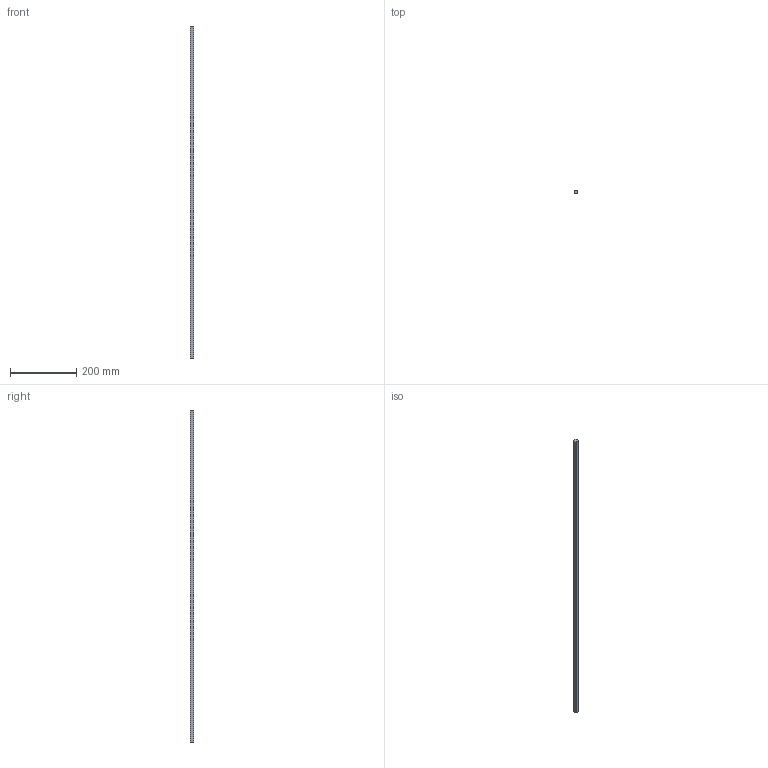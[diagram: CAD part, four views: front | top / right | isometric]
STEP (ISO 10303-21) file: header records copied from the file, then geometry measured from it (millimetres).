
FILE_DESCRIPTION (( 'STEP AP203' ), '1' );
FILE_NAME ('RS10X Ïðóòîê àëþìèíèåâûé, êâàäðàò 10x10 (Áåç ïîêðûòèÿ).step', '2025-12-15T12:25:35', ( '' ), ( '' ), 'SwSTEP 2.0', 'SolidWorks 2026', '' );
FILE_SCHEMA (( 'CONFIG_CONTROL_DESIGN' ));
Length unit declared in the file: millimetre
Products named in the file (2): RS10X Пруток алюминиевый, квадрат 10x10 (Без покрытия); RS10X Пруток алюминиевый, квадрат 10x10 (Без покрытия)_00
Assembly tree (1 placements, depth 2):
  RS10X Пруток алюминиевый, квадрат 10x10 (Без покрытия)
    RS10X Пруток алюминиевый, квадрат 10x10 (Без покрытия)_00
Bounding box: 10 x 10 x 1000 mm (x, y, z)
Volume: 100000 mm3; surface area: 40200 mm2
Topology: 1 solids, 1 shells, 6 faces, 12 edges, 8 vertices
Faces by surface type: plane 6
Entity records: 352 total; most frequent: DIRECTION 32, CARTESIAN_POINT 30, ORIENTED_EDGE 24, PERSON_AND_ORGANIZATION 17, CALENDAR_DATE 12, DATE_AND_TIME 12, VECTOR 12, EDGE_CURVE 12
